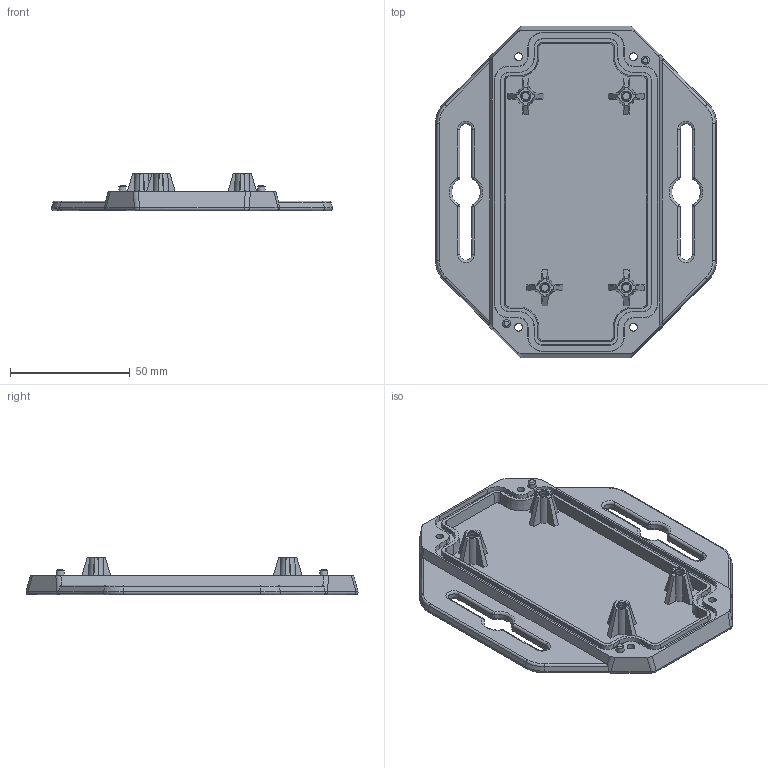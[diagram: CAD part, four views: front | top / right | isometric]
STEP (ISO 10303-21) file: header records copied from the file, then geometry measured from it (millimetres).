
FILE_DESCRIPTION(('FreeCAD Model'),'2;1');
FILE_NAME('Open CASCADE Shape Model','2021-02-17T05:18:23',('Author'),( ''),'Open CASCADE STEP processor 7.4','FreeCAD','Unknown');
FILE_SCHEMA(('AUTOMOTIVE_DESIGN { 1 0 10303 214 1 1 1 1 }'));
Length unit declared in the file: millimetre
Products named in the file (4): enclosure_faceted3; enclosure-base; inserts-base; tappex-118m3
Assembly tree (6 placements, depth 3):
  enclosure_faceted3
    enclosure-base
    inserts-base
      tappex-118m3  x4
Bounding box: 117.39 x 138.68 x 15.6 mm (x, y, z)
Volume: 55058.8 mm3; surface area: 36020.2 mm2
Topology: 5 solids, 5 shells, 337 faces, 824 edges, 506 vertices
Faces by surface type: plane 95, cylinder 82, bspline 72, cone 48, torus 24, sphere 16
Full cylindrical faces by diameter (mm): 3 x4, 3.2 x4, 3.5 x4, 4.3 x4, 4.6 x4, 8 x4
Entity records: 10075 total; most frequent: CARTESIAN_POINT 2788, ORIENTED_EDGE 1550, DIRECTION 1432, EDGE_CURVE 775, AXIS2_PLACEMENT_3D 539, VERTEX_POINT 485, LINE 354, VECTOR 354
